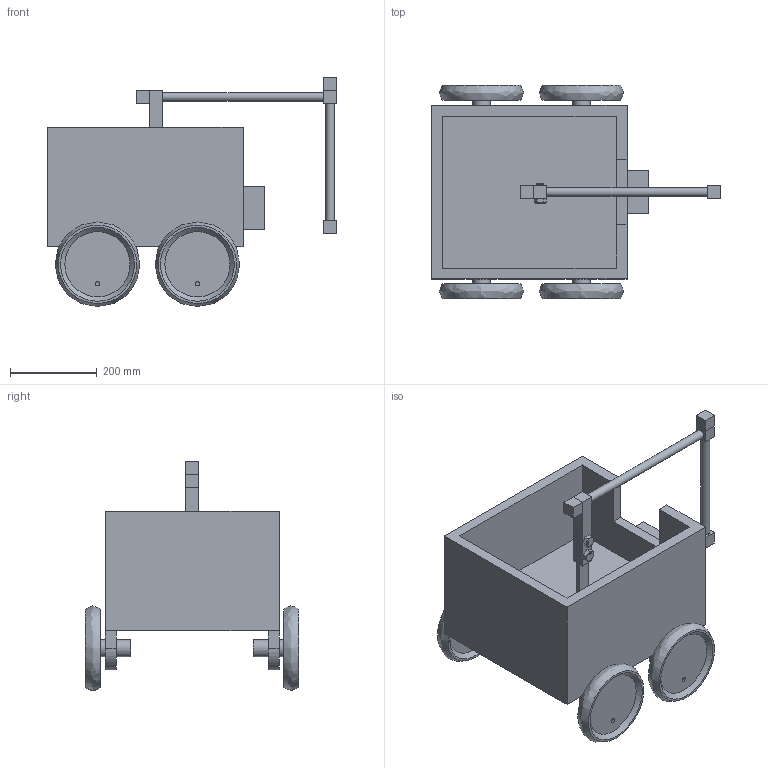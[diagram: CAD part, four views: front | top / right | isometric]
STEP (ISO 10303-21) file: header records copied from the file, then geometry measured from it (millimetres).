
FILE_DESCRIPTION(/* description */ (''),/* implementation_level */ '2;1');
FILE_NAME(/* name */ 'BOT1 v17.step',/* time_stamp */ '2020-08-05T18:42:03+05:00',/* author */ (''),/* organization */ (''),/* preprocessor_version */ 'ST-DEVELOPER v18.1',/* originating_system */ 'Autodesk Translation Framework v9.3.0.1241',/* authorisation */ '');
FILE_SCHEMA (('AUTOMOTIVE_DESIGN { 1 0 10303 214 3 1 1 }'));
Length unit declared in the file: millimetre
Products named in the file (12): BOT1; Base; Wheel; Extension Pole 1; Bolt1; Bolt2; Extension Pole 2; Extension Pole 3; Wheel_1; Wheel_2; Wheel_3; Tyre
Assembly tree (14 placements, depth 3):
  BOT1
    Base
    Wheel
      Tyre
    Extension Pole 1
    Bolt1
    Bolt2
    Extension Pole 2
    Extension Pole 3
    Wheel_1
      Tyre
    Wheel_2
      Tyre
    Wheel_3
      Tyre
Bounding box: 665 x 491.48 x 527.39 mm (x, y, z)
Volume: 26214795.2 mm3; surface area: 1826052.2 mm2
Topology: 14 solids, 14 shells, 344 faces, 804 edges, 518 vertices
Faces by surface type: plane 134, cylinder 98, bspline 74, cone 38
Full cylindrical faces by diameter (mm): 10 x4, 14.526 x6, 16 x44, 20 x4, 40 x8, 160 x8, 170 x16
Entity records: 22488 total; most frequent: CARTESIAN_POINT 15330, ORIENTED_EDGE 1524, DIRECTION 1161, EDGE_CURVE 762, VERTEX_POINT 494, LINE 387, VECTOR 387, AXIS2_PLACEMENT_3D 387
